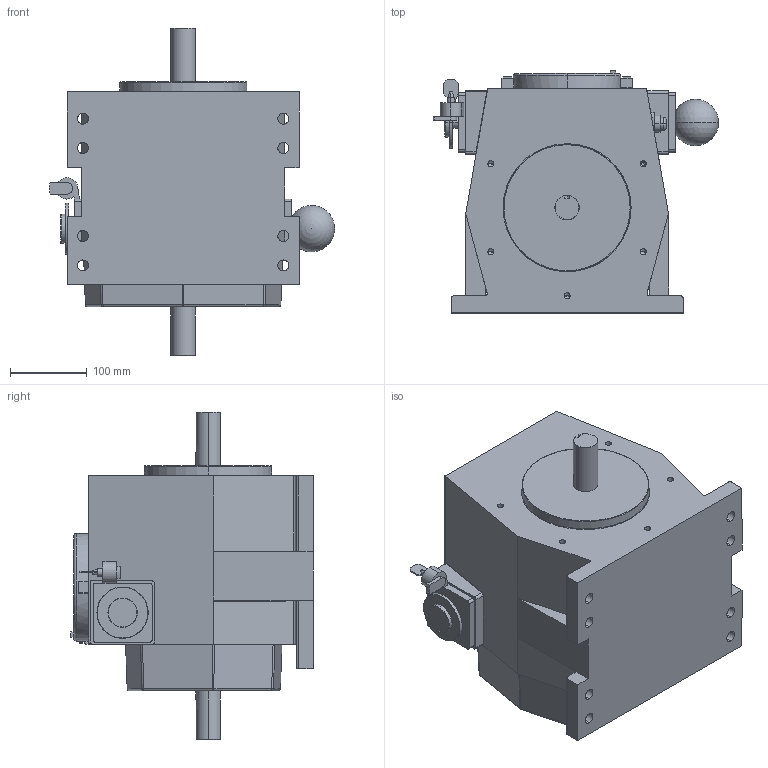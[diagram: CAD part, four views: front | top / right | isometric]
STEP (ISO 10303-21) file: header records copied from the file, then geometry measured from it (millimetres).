
FILE_DESCRIPTION (( 'STEP AP203' ), '1' );
FILE_NAME ('Diff 20.step', '2010-12-13T05:52:06', ( '' ), ( '' ), 'SwSTEP 2.0', 'SolidWorks 2010', '' );
FILE_SCHEMA (( 'CONFIG_CONTROL_DESIGN' ));
Length unit declared in the file: inch
Products named in the file (1): Diff 20
Bounding box: 370.59 x 314.96 x 425.45 mm (x, y, z)
Volume: 19551039 mm3; surface area: 556886.4 mm2
Topology: 5 solids, 5 shells, 322 faces, 807 edges, 499 vertices
Faces by surface type: cylinder 133, plane 133, cone 25, torus 17, sphere 11, bspline 3
Entity records: 9988 total; most frequent: CARTESIAN_POINT 2199, DIRECTION 1656, ORIENTED_EDGE 1582, EDGE_CURVE 791, AXIS2_PLACEMENT_3D 598, VERTEX_POINT 496, LINE 460, VECTOR 460
